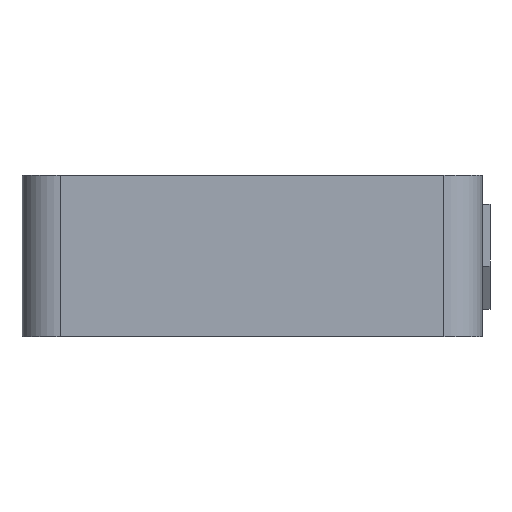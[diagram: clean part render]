
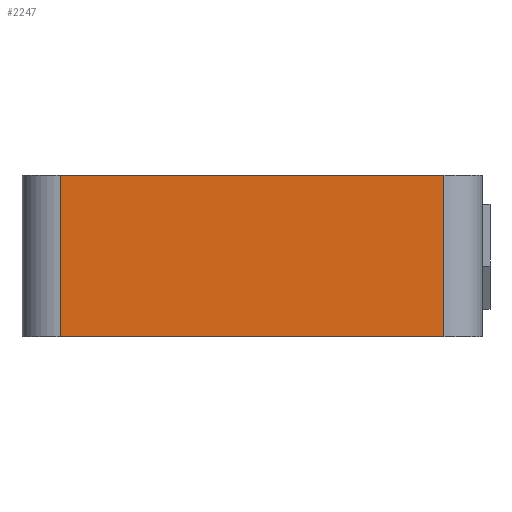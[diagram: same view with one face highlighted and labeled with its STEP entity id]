
A CAD part, left-side view. The second image highlights one B-rep face of the part: STEP entity #2247.
In plain terms, the highlighted face is planar.
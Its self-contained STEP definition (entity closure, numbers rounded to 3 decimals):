
#611 = PLANE('',#612);
#612 = AXIS2_PLACEMENT_3D('',#613,#614,#615);
#613 = CARTESIAN_POINT('',(0.,0.,10.5));
#614 = DIRECTION('',(0.,0.,1.));
#615 = DIRECTION('',(1.,0.,0.));
#667 = PLANE('',#668);
#668 = AXIS2_PLACEMENT_3D('',#669,#670,#671);
#669 = CARTESIAN_POINT('',(0.,0.,0.));
#670 = DIRECTION('',(0.,0.,1.));
#671 = DIRECTION('',(1.,0.,0.));
#693 = CYLINDRICAL_SURFACE('',#694,2.5);
#694 = AXIS2_PLACEMENT_3D('',#695,#696,#697);
#695 = CARTESIAN_POINT('',(12.5,-12.5,10.5));
#696 = DIRECTION('',(0.,0.,1.));
#697 = DIRECTION('',(-1.,0.,0.));
#2040 = VERTEX_POINT('',#2041);
#2041 = CARTESIAN_POINT('',(15.,12.5,0.));
#2056 = CYLINDRICAL_SURFACE('',#2057,2.5);
#2057 = AXIS2_PLACEMENT_3D('',#2058,#2059,#2060);
#2058 = CARTESIAN_POINT('',(12.5,12.5,10.5));
#2059 = DIRECTION('',(-0.,-0.,-1.));
#2060 = DIRECTION('',(1.,0.,0.));
#2068 = EDGE_CURVE('',#2040,#2069,#2071,.T.);
#2069 = VERTEX_POINT('',#2070);
#2070 = CARTESIAN_POINT('',(15.,-12.5,0.));
#2071 = SURFACE_CURVE('',#2072,(#2076,#2083),.PCURVE_S1.);
#2072 = LINE('',#2073,#2074);
#2073 = CARTESIAN_POINT('',(15.,0.,0.));
#2074 = VECTOR('',#2075,1.);
#2075 = DIRECTION('',(0.,-1.,0.));
#2076 = PCURVE('',#667,#2077);
#2077 = DEFINITIONAL_REPRESENTATION('',(#2078),#2082);
#2078 = LINE('',#2079,#2080);
#2079 = CARTESIAN_POINT('',(15.,0.));
#2080 = VECTOR('',#2081,1.);
#2081 = DIRECTION('',(0.,-1.));
#2082 = ( GEOMETRIC_REPRESENTATION_CONTEXT(2) 
PARAMETRIC_REPRESENTATION_CONTEXT() REPRESENTATION_CONTEXT('2D SPACE',''
  ) );
#2083 = PCURVE('',#2084,#2089);
#2084 = PLANE('',#2085);
#2085 = AXIS2_PLACEMENT_3D('',#2086,#2087,#2088);
#2086 = CARTESIAN_POINT('',(15.,0.,10.5));
#2087 = DIRECTION('',(1.,0.,0.));
#2088 = DIRECTION('',(0.,1.,0.));
#2089 = DEFINITIONAL_REPRESENTATION('',(#2090),#2094);
#2090 = LINE('',#2091,#2092);
#2091 = CARTESIAN_POINT('',(0.,-10.5));
#2092 = VECTOR('',#2093,1.);
#2093 = DIRECTION('',(-1.,0.));
#2094 = ( GEOMETRIC_REPRESENTATION_CONTEXT(2) 
PARAMETRIC_REPRESENTATION_CONTEXT() REPRESENTATION_CONTEXT('2D SPACE',''
  ) );
#2202 = VERTEX_POINT('',#2203);
#2203 = CARTESIAN_POINT('',(15.,-12.5,10.5));
#2227 = EDGE_CURVE('',#2202,#2069,#2228,.T.);
#2228 = SURFACE_CURVE('',#2229,(#2233,#2240),.PCURVE_S1.);
#2229 = LINE('',#2230,#2231);
#2230 = CARTESIAN_POINT('',(15.,-12.5,10.5));
#2231 = VECTOR('',#2232,1.);
#2232 = DIRECTION('',(0.,0.,-1.));
#2233 = PCURVE('',#693,#2234);
#2234 = DEFINITIONAL_REPRESENTATION('',(#2235),#2239);
#2235 = LINE('',#2236,#2237);
#2236 = CARTESIAN_POINT('',(3.142,0.));
#2237 = VECTOR('',#2238,1.);
#2238 = DIRECTION('',(0.,-1.));
#2239 = ( GEOMETRIC_REPRESENTATION_CONTEXT(2) 
PARAMETRIC_REPRESENTATION_CONTEXT() REPRESENTATION_CONTEXT('2D SPACE',''
  ) );
#2240 = PCURVE('',#2084,#2241);
#2241 = DEFINITIONAL_REPRESENTATION('',(#2242),#2246);
#2242 = LINE('',#2243,#2244);
#2243 = CARTESIAN_POINT('',(-12.5,0.));
#2244 = VECTOR('',#2245,1.);
#2245 = DIRECTION('',(0.,-1.));
#2246 = ( GEOMETRIC_REPRESENTATION_CONTEXT(2) 
PARAMETRIC_REPRESENTATION_CONTEXT() REPRESENTATION_CONTEXT('2D SPACE',''
  ) );
#2247 = ADVANCED_FACE('',(#2248),#2084,.T.);
#2248 = FACE_BOUND('',#2249,.T.);
#2249 = EDGE_LOOP('',(#2250,#2251,#2274,#2295));
#2250 = ORIENTED_EDGE('',*,*,#2068,.F.);
#2251 = ORIENTED_EDGE('',*,*,#2252,.F.);
#2252 = EDGE_CURVE('',#2253,#2040,#2255,.T.);
#2253 = VERTEX_POINT('',#2254);
#2254 = CARTESIAN_POINT('',(15.,12.5,10.5));
#2255 = SURFACE_CURVE('',#2256,(#2260,#2267),.PCURVE_S1.);
#2256 = LINE('',#2257,#2258);
#2257 = CARTESIAN_POINT('',(15.,12.5,10.5));
#2258 = VECTOR('',#2259,1.);
#2259 = DIRECTION('',(0.,0.,-1.));
#2260 = PCURVE('',#2084,#2261);
#2261 = DEFINITIONAL_REPRESENTATION('',(#2262),#2266);
#2262 = LINE('',#2263,#2264);
#2263 = CARTESIAN_POINT('',(12.5,0.));
#2264 = VECTOR('',#2265,1.);
#2265 = DIRECTION('',(0.,-1.));
#2266 = ( GEOMETRIC_REPRESENTATION_CONTEXT(2) 
PARAMETRIC_REPRESENTATION_CONTEXT() REPRESENTATION_CONTEXT('2D SPACE',''
  ) );
#2267 = PCURVE('',#2056,#2268);
#2268 = DEFINITIONAL_REPRESENTATION('',(#2269),#2273);
#2269 = LINE('',#2270,#2271);
#2270 = CARTESIAN_POINT('',(6.283,0.));
#2271 = VECTOR('',#2272,1.);
#2272 = DIRECTION('',(0.,1.));
#2273 = ( GEOMETRIC_REPRESENTATION_CONTEXT(2) 
PARAMETRIC_REPRESENTATION_CONTEXT() REPRESENTATION_CONTEXT('2D SPACE',''
  ) );
#2274 = ORIENTED_EDGE('',*,*,#2275,.T.);
#2275 = EDGE_CURVE('',#2253,#2202,#2276,.T.);
#2276 = SURFACE_CURVE('',#2277,(#2281,#2288),.PCURVE_S1.);
#2277 = LINE('',#2278,#2279);
#2278 = CARTESIAN_POINT('',(15.,0.,10.5));
#2279 = VECTOR('',#2280,1.);
#2280 = DIRECTION('',(0.,-1.,0.));
#2281 = PCURVE('',#2084,#2282);
#2282 = DEFINITIONAL_REPRESENTATION('',(#2283),#2287);
#2283 = LINE('',#2284,#2285);
#2284 = CARTESIAN_POINT('',(0.,0.));
#2285 = VECTOR('',#2286,1.);
#2286 = DIRECTION('',(-1.,0.));
#2287 = ( GEOMETRIC_REPRESENTATION_CONTEXT(2) 
PARAMETRIC_REPRESENTATION_CONTEXT() REPRESENTATION_CONTEXT('2D SPACE',''
  ) );
#2288 = PCURVE('',#611,#2289);
#2289 = DEFINITIONAL_REPRESENTATION('',(#2290),#2294);
#2290 = LINE('',#2291,#2292);
#2291 = CARTESIAN_POINT('',(15.,0.));
#2292 = VECTOR('',#2293,1.);
#2293 = DIRECTION('',(0.,-1.));
#2294 = ( GEOMETRIC_REPRESENTATION_CONTEXT(2) 
PARAMETRIC_REPRESENTATION_CONTEXT() REPRESENTATION_CONTEXT('2D SPACE',''
  ) );
#2295 = ORIENTED_EDGE('',*,*,#2227,.T.);
